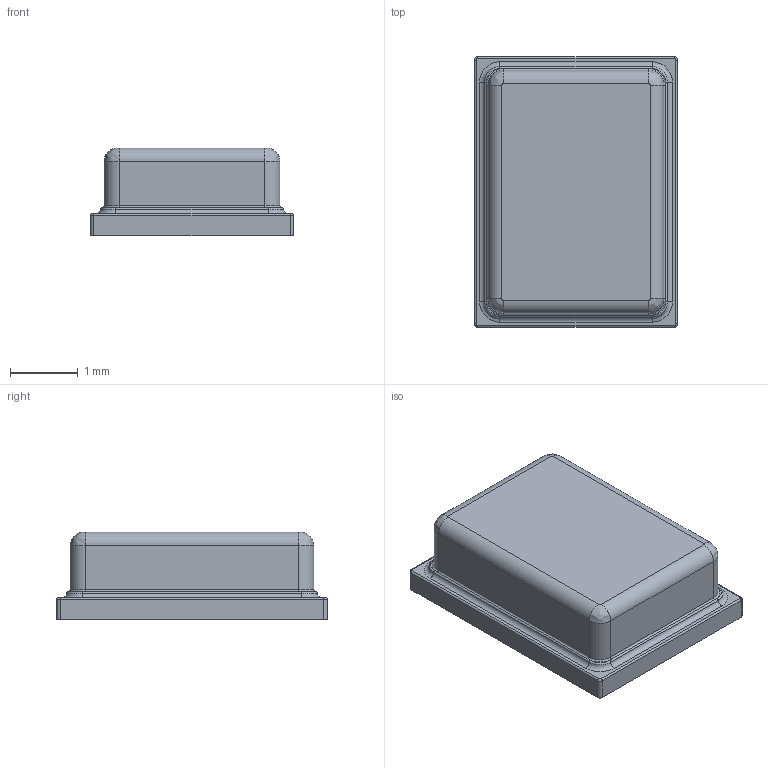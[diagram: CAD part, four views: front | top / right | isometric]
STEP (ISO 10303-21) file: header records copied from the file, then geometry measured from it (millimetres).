
FILE_DESCRIPTION(/* description */ (''),/* implementation_level */ '2;1');
FILE_NAME(/* name */ 'TDK - ICS-40720.step',/* time_stamp */ '2020-04-17T14:45:33+01:00',/* author */ (''),/* organization */ (''),/* preprocessor_version */ 'ST-DEVELOPER v18.1',/* originating_system */ 'Autodesk Translation Framework v9.2.0.1227',/* authorisation */ '');
FILE_SCHEMA (('AUTOMOTIVE_DESIGN { 1 0 10303 214 3 1 1 }'));
Length unit declared in the file: millimetre
Products named in the file (1): TDK - ICS-40720
Bounding box: 3 x 4 x 1.3 mm (x, y, z)
Volume: 12.4 mm3; surface area: 41.2 mm2
Topology: 1 solids, 1 shells, 84 faces, 185 edges, 110 vertices
Faces by surface type: plane 33, cylinder 31, bspline 12, torus 8
Full cylindrical faces by diameter (mm): 0.75 x1, 1.54 x1, 2.14 x1
Entity records: 2594 total; most frequent: CARTESIAN_POINT 648, DIRECTION 401, ORIENTED_EDGE 370, EDGE_CURVE 185, AXIS2_PLACEMENT_3D 151, VERTEX_POINT 110, LINE 99, VECTOR 99
